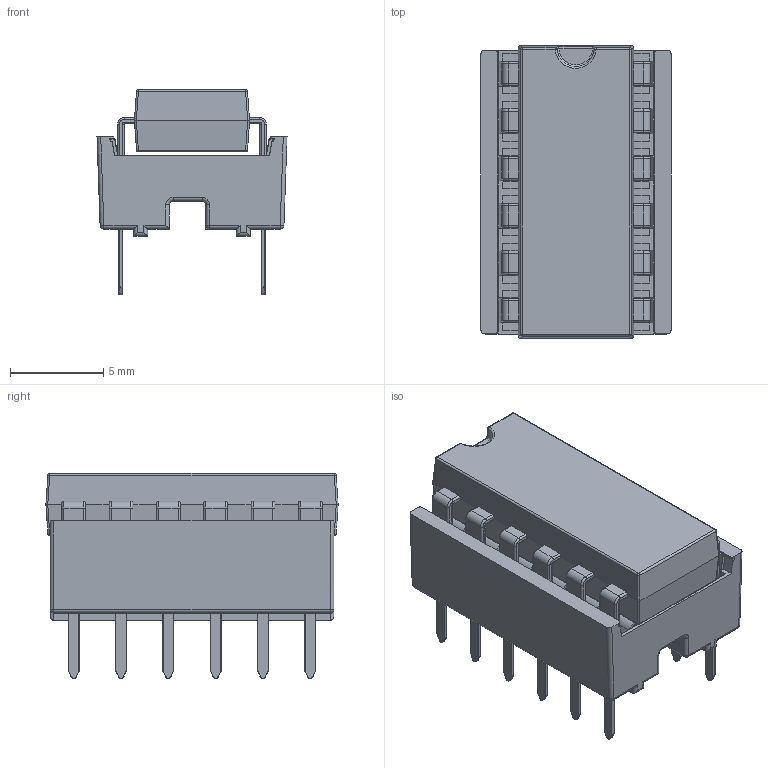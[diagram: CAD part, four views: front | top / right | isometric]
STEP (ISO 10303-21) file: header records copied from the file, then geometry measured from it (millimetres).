
FILE_DESCRIPTION(/* description */ (''),/* implementation_level */ '2;1');
FILE_NAME(/* name */ 'DIP-12 W7.62mm IC with Socket.stp',/* time_stamp */ '2019-09-26T15:26:05+02:00',/* author */ ('PCB-Tech'),/* organization */ (''),/* preprocessor_version */ 'ST-DEVELOPER v17.2',/* originating_system */ 'Autodesk Inventor 2019',/* authorisation */ '');
FILE_SCHEMA (('AUTOMOTIVE_DESIGN { 1 0 10303 214 3 1 1 }'));
Length unit declared in the file: millimetre
Products named in the file (6): DIP-12 W7.62mm IC with Socket; Stamped Dual Wipe Contact for DIP Sockets; Body DIP-12 P7.62mm Socket; DIP-12 W7.62mm Package; DIP-12 W7.62; IC Beinchen
Assembly tree (27 placements, depth 3):
  DIP-12 W7.62mm IC with Socket
    Stamped Dual Wipe Contact for DIP Sockets  x12
    Body DIP-12 P7.62mm Socket
    DIP-12 W7.62mm Package
      IC Beinchen  x12
      DIP-12 W7.62
Bounding box: 10.2 x 15.69 x 11.01 mm (x, y, z)
Volume: 738.4 mm3; surface area: 2003.9 mm2
Topology: 26 solids, 26 shells, 4736 faces, 11498 edges, 6895 vertices
Faces by surface type: plane 1485, cylinder 1385, bspline 1078, torus 605, sphere 183
Entity records: 31132 total; most frequent: CARTESIAN_POINT 11886, ORIENTED_EDGE 4086, DIRECTION 3795, EDGE_CURVE 2043, LINE 1347, VECTOR 1347, VERTEX_POINT 1273, AXIS2_PLACEMENT_3D 1224
